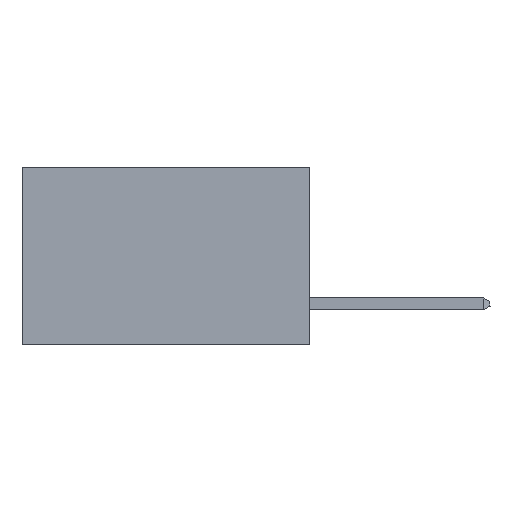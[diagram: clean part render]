
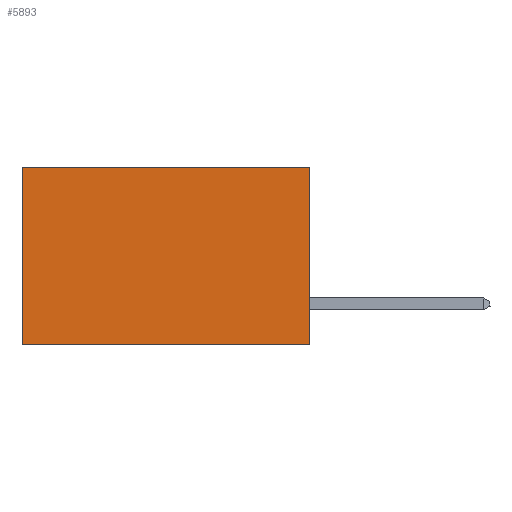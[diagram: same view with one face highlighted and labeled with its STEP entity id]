
A CAD part, left-side view. The second image highlights one B-rep face of the part: STEP entity #5893.
In plain terms, the highlighted planar face has unit normal (-1, 0, 0).
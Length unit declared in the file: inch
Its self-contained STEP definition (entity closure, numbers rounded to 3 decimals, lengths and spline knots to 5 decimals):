
#49 = EDGE_LOOP ( 'NONE', ( #10410, #10727, #33561, #20618 ) ) ;
#2526 = DIRECTION ( 'NONE',  ( 0., 0., -1. ) ) ;
#5288 = EDGE_CURVE ( 'NONE', #24473, #20660, #27529, .T. ) ;
#5504 = CARTESIAN_POINT ( 'NONE',  ( 0.2875, 0., 0. ) ) ;
#5893 = ADVANCED_FACE ( 'NONE', ( #37394 ), #37177, .F. ) ;
#10410 = ORIENTED_EDGE ( 'NONE', *, *, #5288, .T. ) ;
#10727 = ORIENTED_EDGE ( 'NONE', *, *, #36627, .F. ) ;
#11205 = DIRECTION ( 'NONE',  ( 0., 1., 0. ) ) ;
#14274 = CARTESIAN_POINT ( 'NONE',  ( 0.2875, 0.6, -0.37 ) ) ;
#14275 = VERTEX_POINT ( 'NONE', #29875 ) ;
#16523 = CARTESIAN_POINT ( 'NONE',  ( 0.2875, 0.6, 0. ) ) ;
#16666 = VERTEX_POINT ( 'NONE', #19303 ) ;
#16711 = CARTESIAN_POINT ( 'NONE',  ( 0.2875, 0., 0. ) ) ;
#16860 = DIRECTION ( 'NONE',  ( 0., 0., -1. ) ) ;
#19303 = CARTESIAN_POINT ( 'NONE',  ( 0.2875, 0., -0.37 ) ) ;
#19810 = VECTOR ( 'NONE', #2526, 39.37008 ) ;
#20618 = ORIENTED_EDGE ( 'NONE', *, *, #30802, .T. ) ;
#20660 = VERTEX_POINT ( 'NONE', #14274 ) ;
#21128 = AXIS2_PLACEMENT_3D ( 'NONE', #5504, #28462, #16860 ) ;
#21292 = VECTOR ( 'NONE', #21873, 39.37008 ) ;
#21374 = VECTOR ( 'NONE', #11205, 39.37008 ) ;
#21873 = DIRECTION ( 'NONE',  ( 0., 0., -1. ) ) ;
#23128 = CARTESIAN_POINT ( 'NONE',  ( 0.2875, 0., -0.37 ) ) ;
#24473 = VERTEX_POINT ( 'NONE', #29286 ) ;
#24475 = VECTOR ( 'NONE', #31839, 39.37008 ) ;
#27529 = LINE ( 'NONE', #16523, #19810 ) ;
#28462 = DIRECTION ( 'NONE',  ( 1., 0., 0. ) ) ;
#28661 = LINE ( 'NONE', #16711, #21374 ) ;
#29286 = CARTESIAN_POINT ( 'NONE',  ( 0.2875, 0.6, 0. ) ) ;
#29875 = CARTESIAN_POINT ( 'NONE',  ( 0.2875, 0., 0. ) ) ;
#30802 = EDGE_CURVE ( 'NONE', #14275, #24473, #28661, .T. ) ;
#31839 = DIRECTION ( 'NONE',  ( 0., 1., 0. ) ) ;
#32149 = LINE ( 'NONE', #23128, #24475 ) ;
#33561 = ORIENTED_EDGE ( 'NONE', *, *, #36352, .F. ) ;
#34436 = LINE ( 'NONE', #36273, #21292 ) ;
#36273 = CARTESIAN_POINT ( 'NONE',  ( 0.2875, 0., 0. ) ) ;
#36352 = EDGE_CURVE ( 'NONE', #14275, #16666, #34436, .T. ) ;
#36627 = EDGE_CURVE ( 'NONE', #16666, #20660, #32149, .T. ) ;
#37177 = PLANE ( 'NONE',  #21128 ) ;
#37394 = FACE_OUTER_BOUND ( 'NONE', #49, .T. ) ;
